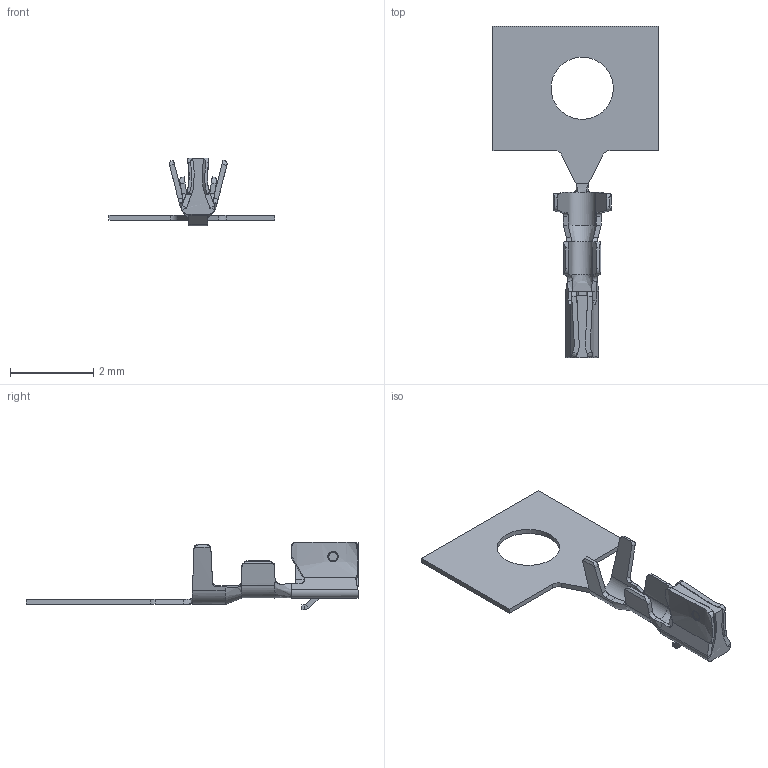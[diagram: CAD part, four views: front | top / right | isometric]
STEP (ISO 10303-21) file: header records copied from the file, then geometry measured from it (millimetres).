
FILE_DESCRIPTION( ('This file contains a STEP AP42 implementation' ,'as created by ZW3D STEP Interface translator.') ,'2;1' );
FILE_NAME( 'WF1001-TPXX01.stp' ,'23 4 7. 836 2', (''), ('ZWCAD Software Co.'), 'Version 1.0', 'ZW3D to STEP translator', '' );
FILE_SCHEMA(('AUTOMOTIVE_DESIGN { 1 0 10303 214 1 1 1 1 }'));
Length unit declared in the file: millimetre
Products named in the file (2): 0; WF1001-TPXX01
Bounding box: 4 x 8 x 1.63 mm (x, y, z)
Volume: 2.9 mm3; surface area: 42.7 mm2
Topology: 1 solids, 1 shells, 155 faces, 407 edges, 251 vertices
Faces by surface type: plane 80, bspline 40, cylinder 33, torus 2
Full cylindrical faces by diameter (mm): 0.25 x2, 1.5 x1
Entity records: 6129 total; most frequent: CARTESIAN_POINT 2489, ORIENTED_EDGE 818, DIRECTION 566, EDGE_CURVE 407, VERTEX_POINT 251, VECTOR 218, LINE 218, AXIS2_PLACEMENT_3D 174
